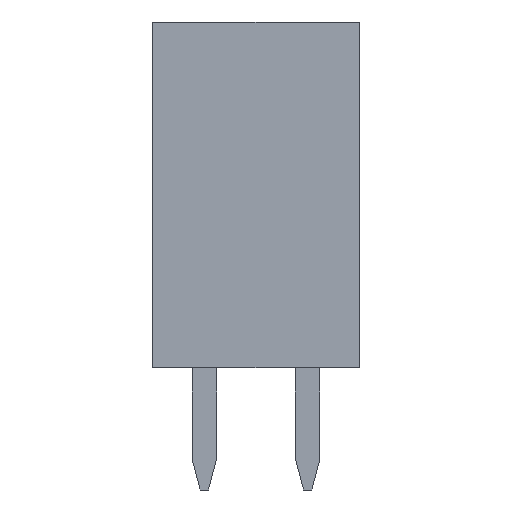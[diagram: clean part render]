
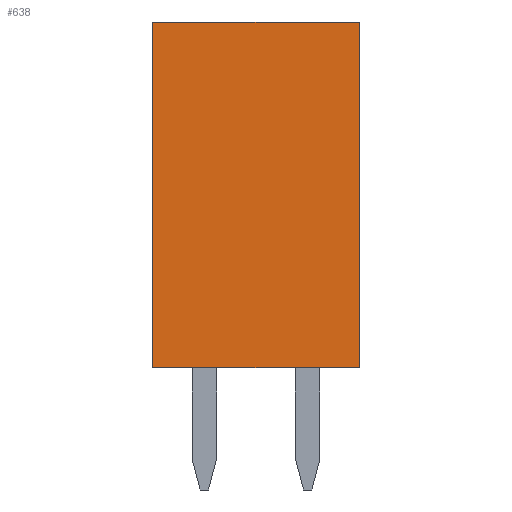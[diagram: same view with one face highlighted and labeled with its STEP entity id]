
A CAD part, front view. The second image highlights one B-rep face of the part: STEP entity #638.
In plain terms, the highlighted planar face has unit normal (0, -1, 0).
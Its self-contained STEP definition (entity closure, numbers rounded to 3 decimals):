
#638=ADVANCED_FACE('',(#1578),#1580,.T.);
#1578=FACE_BOUND('',#1579,.T.);
#1579=EDGE_LOOP('',(#2325,#2326,#2327,#2328));
#1580=PLANE('',#1581);
#1581=AXIS2_PLACEMENT_3D('',#1582,#1583,#1584);
#1582=CARTESIAN_POINT('',(-1.27,-1.27,0.));
#1583=DIRECTION('',(0.,-1.,0.));
#1584=DIRECTION('',(1.,0.,0.));
#2325=ORIENTED_EDGE('',*,*,#2799,.T.);
#2326=ORIENTED_EDGE('',*,*,#2752,.T.);
#2327=ORIENTED_EDGE('',*,*,#2793,.F.);
#2328=ORIENTED_EDGE('',*,*,#2741,.F.);
#2741=EDGE_CURVE('',#3165,#3167,#3168,.T.);
#2752=EDGE_CURVE('',#3187,#3185,#3188,.T.);
#2793=EDGE_CURVE('',#3167,#3185,#3253,.T.);
#2799=EDGE_CURVE('',#3165,#3187,#3263,.T.);
#3165=VERTEX_POINT('',#4005);
#3167=VERTEX_POINT('',#4009);
#3168=LINE('',#4010,#4011);
#3185=VERTEX_POINT('',#4047);
#3187=VERTEX_POINT('',#4051);
#3188=LINE('',#4052,#4053);
#3253=LINE('',#4203,#4204);
#3263=LINE('',#4225,#4226);
#4005=CARTESIAN_POINT('',(-1.27,-1.27,0.));
#4009=CARTESIAN_POINT('',(-1.27,-1.27,8.5));
#4010=CARTESIAN_POINT('',(-1.27,-1.27,0.));
#4011=VECTOR('',#4012,1.);
#4012=DIRECTION('',(0.,0.,1.));
#4047=CARTESIAN_POINT('',(3.81,-1.27,8.5));
#4051=CARTESIAN_POINT('',(3.81,-1.27,0.));
#4052=CARTESIAN_POINT('',(3.81,-1.27,0.));
#4053=VECTOR('',#4054,1.);
#4054=DIRECTION('',(0.,0.,1.));
#4203=CARTESIAN_POINT('',(-1.27,-1.27,8.5));
#4204=VECTOR('',#4205,1.);
#4205=DIRECTION('',(1.,0.,0.));
#4225=CARTESIAN_POINT('',(-1.27,-1.27,0.));
#4226=VECTOR('',#4227,1.);
#4227=DIRECTION('',(1.,0.,0.));
